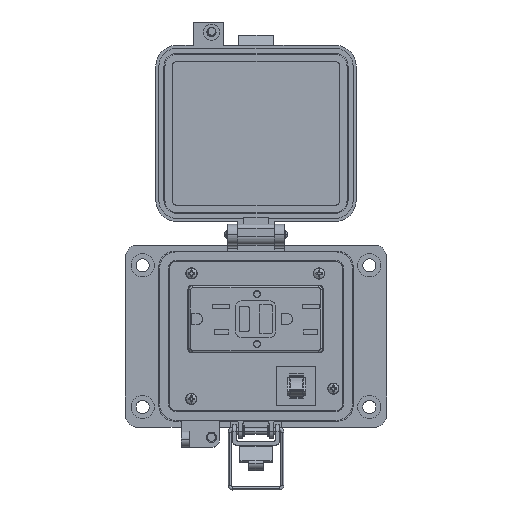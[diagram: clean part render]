
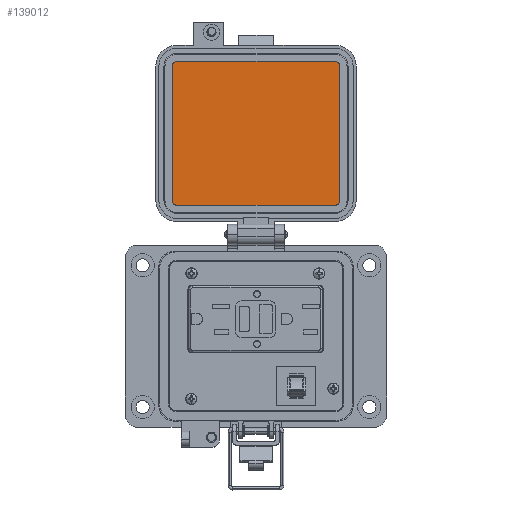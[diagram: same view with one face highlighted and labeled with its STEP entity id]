
A CAD part, top view. The second image highlights one B-rep face of the part: STEP entity #139012.
In plain terms, the highlighted planar face has unit normal (0, 0, 1).
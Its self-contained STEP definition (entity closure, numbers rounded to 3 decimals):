
#11216 = LINE ( 'NONE', #56539, #124931 ) ;
#11892 = DIRECTION ( 'NONE',  ( 0., -1., 0. ) ) ;
#12461 = LINE ( 'NONE', #73900, #48885 ) ;
#14919 = CARTESIAN_POINT ( 'NONE',  ( 38.212, 60.004, 19.202 ) ) ;
#18067 = CARTESIAN_POINT ( 'NONE',  ( 35.912, 128.688, 19.202 ) ) ;
#19125 = CIRCLE ( 'NONE', #131674, 2.299 ) ;
#23828 = AXIS2_PLACEMENT_3D ( 'NONE', #106997, #56765, #149342 ) ;
#26982 = CIRCLE ( 'NONE', #23828, 2.299 ) ;
#27212 = ORIENTED_EDGE ( 'NONE', *, *, #160616, .F. ) ;
#27562 = EDGE_CURVE ( 'NONE', #60107, #122062, #192780, .T. ) ;
#39621 = ORIENTED_EDGE ( 'NONE', *, *, #93718, .F. ) ;
#44982 = DIRECTION ( 'NONE',  ( 1., 0., 0. ) ) ;
#48885 = VECTOR ( 'NONE', #58826, 1000. ) ;
#52431 = ORIENTED_EDGE ( 'NONE', *, *, #79614, .F. ) ;
#55619 = CARTESIAN_POINT ( 'NONE',  ( 35.912, 57.705, 19.202 ) ) ;
#56539 = CARTESIAN_POINT ( 'NONE',  ( -3.279, 128.688, 19.202 ) ) ;
#56765 = DIRECTION ( 'NONE',  ( 0., 0., -1. ) ) ;
#56780 = CARTESIAN_POINT ( 'NONE',  ( -44.769, 60.004, 19.202 ) ) ;
#58826 = DIRECTION ( 'NONE',  ( -1., 0., 0. ) ) ;
#59294 = CARTESIAN_POINT ( 'NONE',  ( -42.469, 57.705, 19.202 ) ) ;
#60107 = VERTEX_POINT ( 'NONE', #189104 ) ;
#61518 = DIRECTION ( 'NONE',  ( 1., 0., 0. ) ) ;
#65294 = FACE_OUTER_BOUND ( 'NONE', #150287, .T. ) ;
#73241 = CARTESIAN_POINT ( 'NONE',  ( 35.912, 126.389, 19.202 ) ) ;
#73900 = CARTESIAN_POINT ( 'NONE',  ( -3.279, 57.705, 19.202 ) ) ;
#76576 = CARTESIAN_POINT ( 'NONE',  ( -42.469, 60.004, 19.202 ) ) ;
#78543 = VERTEX_POINT ( 'NONE', #18067 ) ;
#79614 = EDGE_CURVE ( 'NONE', #122062, #78543, #11216, .T. ) ;
#81164 = EDGE_CURVE ( 'NONE', #163348, #150203, #163170, .T. ) ;
#93718 = EDGE_CURVE ( 'NONE', #150203, #112838, #26982, .T. ) ;
#95135 = VECTOR ( 'NONE', #176160, 1000. ) ;
#103526 = CARTESIAN_POINT ( 'NONE',  ( -42.469, 126.389, 19.202 ) ) ;
#103821 = DIRECTION ( 'NONE',  ( 1., 0., 0. ) ) ;
#105572 = ORIENTED_EDGE ( 'NONE', *, *, #196470, .F. ) ;
#106997 = CARTESIAN_POINT ( 'NONE',  ( 35.912, 60.004, 19.202 ) ) ;
#109080 = ORIENTED_EDGE ( 'NONE', *, *, #174572, .F. ) ;
#112778 = LINE ( 'NONE', #162056, #95135 ) ;
#112838 = VERTEX_POINT ( 'NONE', #55619 ) ;
#118407 = CIRCLE ( 'NONE', #173126, 2.299 ) ;
#120078 = CARTESIAN_POINT ( 'NONE',  ( -42.469, 128.688, 19.202 ) ) ;
#122062 = VERTEX_POINT ( 'NONE', #120078 ) ;
#124931 = VECTOR ( 'NONE', #103821, 1000. ) ;
#126690 = PLANE ( 'NONE',  #153919 ) ;
#131674 = AXIS2_PLACEMENT_3D ( 'NONE', #76576, #186281, #61518 ) ;
#131677 = VECTOR ( 'NONE', #161191, 1000. ) ;
#136058 = ORIENTED_EDGE ( 'NONE', *, *, #81164, .F. ) ;
#139012 = ADVANCED_FACE ( 'NONE', ( #65294 ), #126690, .T. ) ;
#147219 = EDGE_CURVE ( 'NONE', #112838, #166680, #12461, .T. ) ;
#149342 = DIRECTION ( 'NONE',  ( 0., -1., 0. ) ) ;
#150203 = VERTEX_POINT ( 'NONE', #14919 ) ;
#150287 = EDGE_LOOP ( 'NONE', ( #39621, #136058, #105572, #52431, #185355, #109080, #27212, #188722 ) ) ;
#153872 = DIRECTION ( 'NONE',  ( 0., 0., 1. ) ) ;
#153919 = AXIS2_PLACEMENT_3D ( 'NONE', #171969, #153872, #188115 ) ;
#160184 = CARTESIAN_POINT ( 'NONE',  ( 38.212, 93.196, 19.202 ) ) ;
#160616 = EDGE_CURVE ( 'NONE', #166680, #169040, #19125, .T. ) ;
#161191 = DIRECTION ( 'NONE',  ( 0., -1., 0. ) ) ;
#162056 = CARTESIAN_POINT ( 'NONE',  ( -44.769, 93.196, 19.202 ) ) ;
#163170 = LINE ( 'NONE', #160184, #131677 ) ;
#163348 = VERTEX_POINT ( 'NONE', #191500 ) ;
#164923 = DIRECTION ( 'NONE',  ( 0., 0., -1. ) ) ;
#166680 = VERTEX_POINT ( 'NONE', #59294 ) ;
#169040 = VERTEX_POINT ( 'NONE', #56780 ) ;
#171969 = CARTESIAN_POINT ( 'NONE',  ( 39.871, 130.108, 19.202 ) ) ;
#173126 = AXIS2_PLACEMENT_3D ( 'NONE', #73241, #184913, #44982 ) ;
#174572 = EDGE_CURVE ( 'NONE', #169040, #60107, #112778, .T. ) ;
#176160 = DIRECTION ( 'NONE',  ( 0., 1., 0. ) ) ;
#176831 = AXIS2_PLACEMENT_3D ( 'NONE', #103526, #164923, #11892 ) ;
#184913 = DIRECTION ( 'NONE',  ( 0., 0., -1. ) ) ;
#185355 = ORIENTED_EDGE ( 'NONE', *, *, #27562, .F. ) ;
#186281 = DIRECTION ( 'NONE',  ( 0., 0., -1. ) ) ;
#188115 = DIRECTION ( 'NONE',  ( -1., 0., 0. ) ) ;
#188722 = ORIENTED_EDGE ( 'NONE', *, *, #147219, .F. ) ;
#189104 = CARTESIAN_POINT ( 'NONE',  ( -44.769, 126.389, 19.202 ) ) ;
#191500 = CARTESIAN_POINT ( 'NONE',  ( 38.212, 126.389, 19.202 ) ) ;
#192780 = CIRCLE ( 'NONE', #176831, 2.299 ) ;
#196470 = EDGE_CURVE ( 'NONE', #78543, #163348, #118407, .T. ) ;
